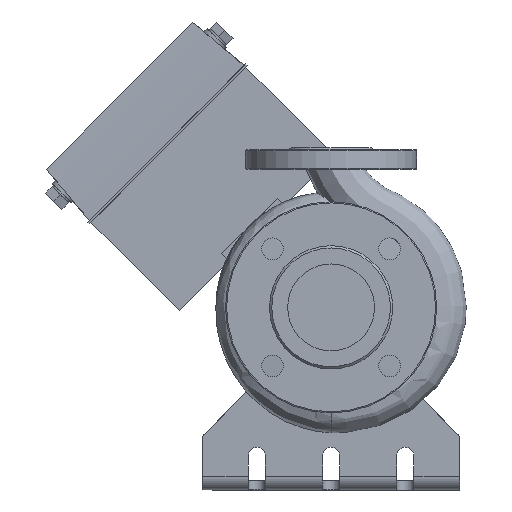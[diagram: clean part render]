
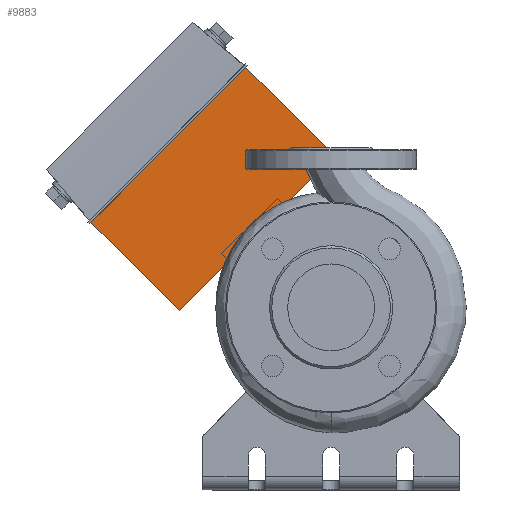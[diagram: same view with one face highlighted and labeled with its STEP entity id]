
A CAD part, left-side view. The second image highlights one B-rep face of the part: STEP entity #9883.
In plain terms, the highlighted planar face has unit normal (-1, 0, 0).
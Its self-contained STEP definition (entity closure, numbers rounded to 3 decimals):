
#889=LINE('',#19751,#1740);
#896=LINE('',#19769,#1747);
#899=LINE('',#19775,#1750);
#900=LINE('',#19776,#1751);
#1740=VECTOR('',#13667,10.);
#1747=VECTOR('',#13692,10.);
#1750=VECTOR('',#13697,10.);
#1751=VECTOR('',#13698,10.);
#2208=PLANE('',#10888);
#2876=FACE_OUTER_BOUND('',#3532,.T.);
#3532=EDGE_LOOP('',(#9115,#9116,#9117,#9118));
#4922=VERTEX_POINT('',#19747);
#4924=VERTEX_POINT('',#19750);
#4926=VERTEX_POINT('',#19768);
#4928=VERTEX_POINT('',#19774);
#6317=EDGE_CURVE('',#4924,#4922,#889,.T.);
#6326=EDGE_CURVE('',#4926,#4924,#896,.T.);
#6329=EDGE_CURVE('',#4922,#4928,#899,.T.);
#6330=EDGE_CURVE('',#4928,#4926,#900,.T.);
#9115=ORIENTED_EDGE('',*,*,#6317,.T.);
#9116=ORIENTED_EDGE('',*,*,#6329,.T.);
#9117=ORIENTED_EDGE('',*,*,#6330,.T.);
#9118=ORIENTED_EDGE('',*,*,#6326,.T.);
#9883=ADVANCED_FACE('',(#2876),#2208,.T.);
#10888=AXIS2_PLACEMENT_3D('',#19773,#13695,#13696);
#13667=DIRECTION('',(0.,0.707,-0.707));
#13692=DIRECTION('',(0.,0.707,0.707));
#13695=DIRECTION('center_axis',(-1.,0.,0.));
#13696=DIRECTION('ref_axis',(0.,0.707,0.707));
#13697=DIRECTION('',(0.,-0.707,-0.707));
#13698=DIRECTION('',(0.,-0.707,0.707));
#19747=CARTESIAN_POINT('',(192.5,210.364,234.6));
#19750=CARTESIAN_POINT('',(192.5,74.6,370.364));
#19751=CARTESIAN_POINT('',(192.5,142.482,302.482));
#19768=CARTESIAN_POINT('',(192.5,-2.828,292.936));
#19769=CARTESIAN_POINT('',(192.5,-2.828,292.936));
#19773=CARTESIAN_POINT('Origin',(192.5,143.189,303.189));
#19774=CARTESIAN_POINT('',(192.5,132.936,157.172));
#19775=CARTESIAN_POINT('',(192.5,132.936,157.172));
#19776=CARTESIAN_POINT('',(192.5,65.054,225.054));
